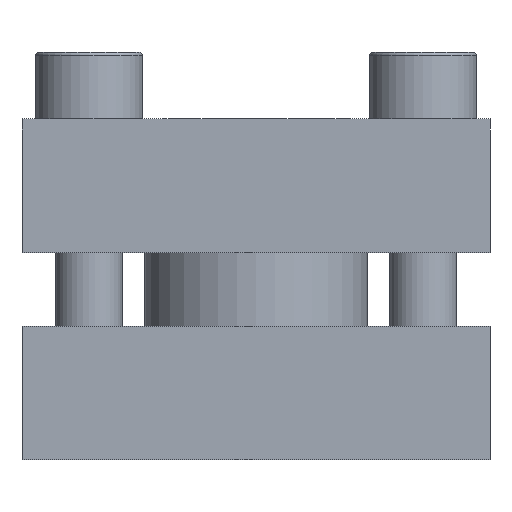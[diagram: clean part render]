
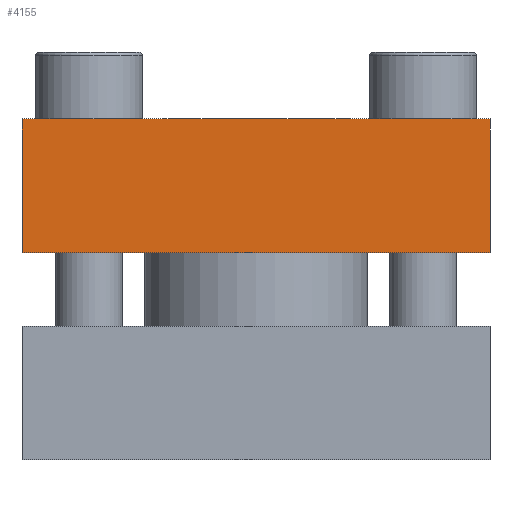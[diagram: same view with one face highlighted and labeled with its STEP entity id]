
A CAD part, front view. The second image highlights one B-rep face of the part: STEP entity #4155.
In plain terms, the highlighted planar face has unit normal (0, -1, 0).
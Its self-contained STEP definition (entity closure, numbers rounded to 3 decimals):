
#4099=CARTESIAN_POINT('',(35.,-250.,25.5));
#4100=VERTEX_POINT('',#4099);
#4107=CARTESIAN_POINT('',(35.,-250.,5.5));
#4108=VERTEX_POINT('',#4107);
#4109=CARTESIAN_POINT('',(35.,-250.,5.5));
#4110=DIRECTION('',(-0.,-0.,1.));
#4111=VECTOR('',#4110,20.);
#4112=LINE('',#4109,#4111);
#4113=EDGE_CURVE('NONE',#4108,#4100,#4112,.T.);
#4125=CARTESIAN_POINT('',(-35.,-250.,5.5));
#4126=DIRECTION('',(0.,1.,0.));
#4127=DIRECTION('',(1.,0.,0.));
#4128=AXIS2_PLACEMENT_3D('',#4125,#4126,#4127);
#4129=PLANE('',#4128);
#4130=CARTESIAN_POINT('',(-35.,-250.,25.5));
#4131=VERTEX_POINT('',#4130);
#4132=CARTESIAN_POINT('',(35.,-250.,25.5));
#4133=DIRECTION('',(-1.,-0.,-0.));
#4134=VECTOR('',#4133,70.);
#4135=LINE('',#4132,#4134);
#4136=EDGE_CURVE('NONE',#4100,#4131,#4135,.T.);
#4137=ORIENTED_EDGE('',*,*,#4136,.T.);
#4138=CARTESIAN_POINT('',(-35.,-250.,5.5));
#4139=VERTEX_POINT('',#4138);
#4140=CARTESIAN_POINT('',(-35.,-250.,5.5));
#4141=DIRECTION('',(-0.,-0.,1.));
#4142=VECTOR('',#4141,20.);
#4143=LINE('',#4140,#4142);
#4144=EDGE_CURVE('NONE',#4139,#4131,#4143,.T.);
#4145=ORIENTED_EDGE('',*,*,#4144,.F.);
#4146=CARTESIAN_POINT('',(35.,-250.,5.5));
#4147=DIRECTION('',(-1.,-0.,-0.));
#4148=VECTOR('',#4147,70.);
#4149=LINE('',#4146,#4148);
#4150=EDGE_CURVE('NONE',#4108,#4139,#4149,.T.);
#4151=ORIENTED_EDGE('',*,*,#4150,.F.);
#4152=ORIENTED_EDGE('',*,*,#4113,.T.);
#4153=EDGE_LOOP('',(#4137,#4145,#4151,#4152));
#4154=FACE_BOUND('',#4153,.T.);
#4155=ADVANCED_FACE('NONE',(#4154),#4129,.F.);
